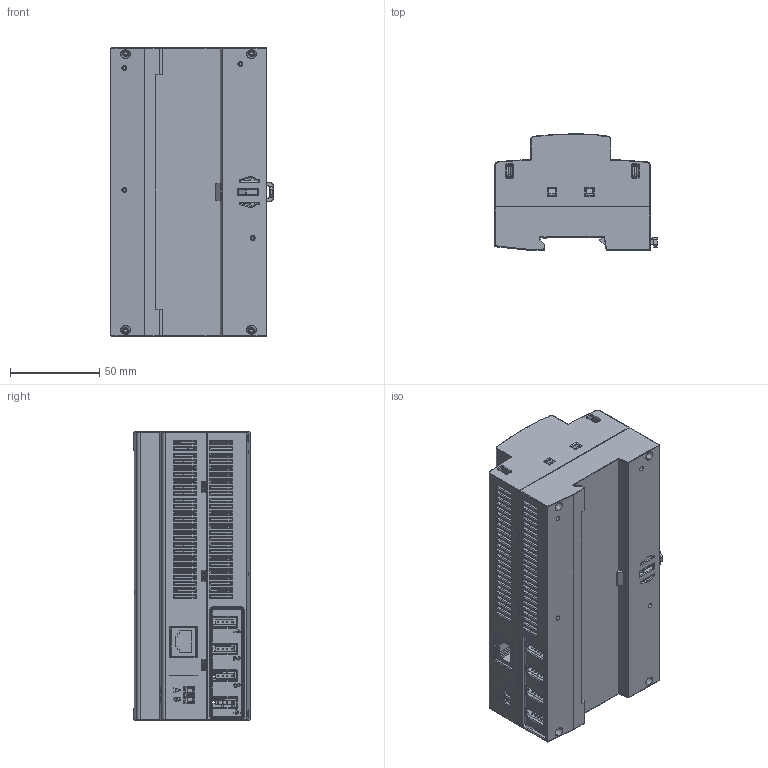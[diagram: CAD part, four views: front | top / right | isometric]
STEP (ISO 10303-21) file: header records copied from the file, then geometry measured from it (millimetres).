
FILE_DESCRIPTION (( 'STEP AP214' ), '1' );
FILE_NAME ('8880700 Control Unit CMS_700.STEP', '2016-03-16T15:10:55', ( '' ), ( '' ), 'SwSTEP 2.0', 'SolidWorks 2015', '' );
FILE_SCHEMA (( 'AUTOMOTIVE_DESIGN' ));
Length unit declared in the file: millimetre
Products named in the file (15): 8880955_Connector; 8880870_F〉 STEP; 8880956; 8880820; 8880800; 8880700 Control Unit CMS_700; 30W7100; 4635191A; 8880750_ohne Innenteile f〉 STEP; 8880852_Ohne Inneteile f〉 STEP; 4635191B; 8880810_8880810; 8880860_Nur Stecker f〉 STEP; 8880960_F啌 17.4 pRINT; 8880865_f〉 STEP
Assembly tree (31 placements, depth 5):
  8880700 Control Unit CMS_700
    8880750_ohne Innenteile f〉 STEP
      8880800
      8880820
      8880852_Ohne Inneteile f〉 STEP
        8880870_F〉 STEP
          8880956
        8880865_f〉 STEP
          8880955_Connector  x9
        8880860_Nur Stecker f〉 STEP
          8880960_F啌 17.4 pRINT  x4
        8880810_8880810
        4635191B  x4
    4635191A  x4
    30W7100
Bounding box: 91.15 x 65 x 161.56 mm (x, y, z)
Volume: 141634.7 mm3; surface area: 153984.8 mm2
Topology: 26 solids, 26 shells, 6052 faces, 15353 edges, 9394 vertices
Faces by surface type: plane 2671, cylinder 1686, bspline 1146, cone 298, torus 179, sphere 72
Entity records: 185996 total; most frequent: CARTESIAN_POINT 81482, ORIENTED_EDGE 23470, DIRECTION 18087, EDGE_CURVE 11735, VERTEX_POINT 7303, LINE 7043, VECTOR 7043, AXIS2_PLACEMENT_3D 5522
